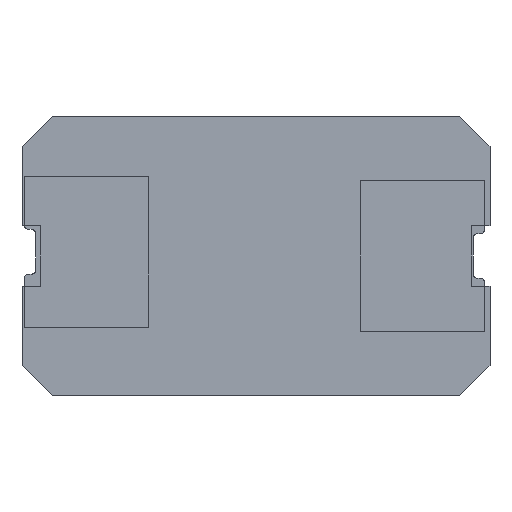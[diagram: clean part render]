
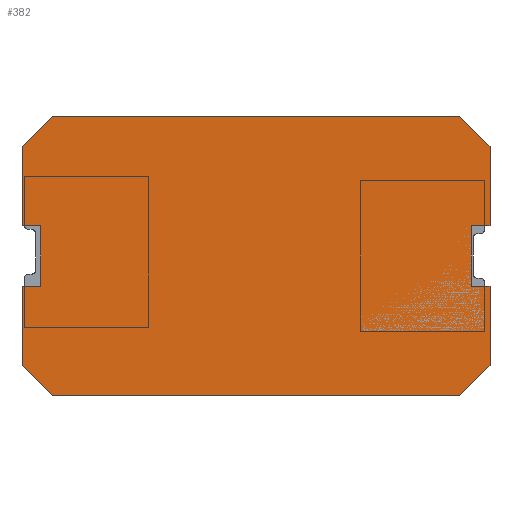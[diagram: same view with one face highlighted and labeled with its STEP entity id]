
A CAD part, front view. The second image highlights one B-rep face of the part: STEP entity #382.
In plain terms, the highlighted planar face has unit normal (0, -1, 0).
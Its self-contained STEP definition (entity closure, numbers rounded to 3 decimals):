
#5 = DIRECTION ( 'NONE',  ( -1., 0., 0. ) ) ;
#19 = LINE ( 'NONE', #1067, #2339 ) ;
#134 = VERTEX_POINT ( 'NONE', #1221 ) ;
#151 = DIRECTION ( 'NONE',  ( 1., 0., 0. ) ) ;
#193 = EDGE_CURVE ( 'NONE', #2508, #4611, #4935, .T. ) ;
#194 = ORIENTED_EDGE ( 'NONE', *, *, #193, .F. ) ;
#260 = DIRECTION ( 'NONE',  ( 0., 0., 1. ) ) ;
#286 = VECTOR ( 'NONE', #260, 1000. ) ;
#321 = DIRECTION ( 'NONE',  ( 0.707, 0., 0.707 ) ) ;
#336 = CARTESIAN_POINT ( 'NONE',  ( 0., 0., -2.25 ) ) ;
#337 = LINE ( 'NONE', #1734, #2555 ) ;
#366 = VECTOR ( 'NONE', #4790, 1000. ) ;
#372 = VECTOR ( 'NONE', #5077, 1000. ) ;
#382 = ADVANCED_FACE ( 'NONE', ( #2795 ), #2770, .T. ) ;
#440 = CARTESIAN_POINT ( 'NONE',  ( 5.8, 0., 0. ) ) ;
#462 = VERTEX_POINT ( 'NONE', #4622 ) ;
#464 = LINE ( 'NONE', #2819, #3856 ) ;
#478 = VECTOR ( 'NONE', #3859, 1000. ) ;
#490 = CARTESIAN_POINT ( 'NONE',  ( 0.25, 0., -2.25 ) ) ;
#524 = ORIENTED_EDGE ( 'NONE', *, *, #1913, .F. ) ;
#585 = CARTESIAN_POINT ( 'NONE',  ( 0., 0., -3.3 ) ) ;
#638 = CARTESIAN_POINT ( 'NONE',  ( 5.8, 0., 0. ) ) ;
#651 = EDGE_CURVE ( 'NONE', #1630, #2508, #1305, .T. ) ;
#740 = CARTESIAN_POINT ( 'NONE',  ( 0., 0., -3.3 ) ) ;
#809 = ORIENTED_EDGE ( 'NONE', *, *, #651, .F. ) ;
#815 = VECTOR ( 'NONE', #3573, 1000. ) ;
#883 = ORIENTED_EDGE ( 'NONE', *, *, #4747, .F. ) ;
#949 = AXIS2_PLACEMENT_3D ( 'NONE', #2743, #4170, #3352 ) ;
#968 = VECTOR ( 'NONE', #321, 1000. ) ;
#1067 = CARTESIAN_POINT ( 'NONE',  ( 0., 0., -0.4 ) ) ;
#1077 = CARTESIAN_POINT ( 'NONE',  ( 0., 0., -0.4 ) ) ;
#1079 = CARTESIAN_POINT ( 'NONE',  ( 0.4, 0., -3.7 ) ) ;
#1179 = VECTOR ( 'NONE', #2968, 1000. ) ;
#1186 = VERTEX_POINT ( 'NONE', #4260 ) ;
#1221 = CARTESIAN_POINT ( 'NONE',  ( 0.4, 0., -3.7 ) ) ;
#1305 = LINE ( 'NONE', #4400, #2189 ) ;
#1332 = EDGE_CURVE ( 'NONE', #4745, #462, #464, .T. ) ;
#1353 = CARTESIAN_POINT ( 'NONE',  ( 0., 0., -1.45 ) ) ;
#1425 = DIRECTION ( 'NONE',  ( 0., 0., 1. ) ) ;
#1448 = EDGE_CURVE ( 'NONE', #4611, #4745, #3316, .T. ) ;
#1579 = VECTOR ( 'NONE', #2235, 1000. ) ;
#1609 = CARTESIAN_POINT ( 'NONE',  ( 5.8, 0., -3.7 ) ) ;
#1614 = CARTESIAN_POINT ( 'NONE',  ( 0., 0., -0.4 ) ) ;
#1630 = VERTEX_POINT ( 'NONE', #5549 ) ;
#1734 = CARTESIAN_POINT ( 'NONE',  ( 0., 0., -2.25 ) ) ;
#1764 = VERTEX_POINT ( 'NONE', #4148 ) ;
#1825 = ORIENTED_EDGE ( 'NONE', *, *, #3382, .F. ) ;
#1901 = ORIENTED_EDGE ( 'NONE', *, *, #2441, .F. ) ;
#1913 = EDGE_CURVE ( 'NONE', #462, #2301, #2976, .T. ) ;
#1968 = ORIENTED_EDGE ( 'NONE', *, *, #3379, .F. ) ;
#1987 = ORIENTED_EDGE ( 'NONE', *, *, #1448, .F. ) ;
#2012 = CARTESIAN_POINT ( 'NONE',  ( 5.8, 0., -3.7 ) ) ;
#2129 = LINE ( 'NONE', #1077, #968 ) ;
#2171 = DIRECTION ( 'NONE',  ( 1., 0., 0. ) ) ;
#2189 = VECTOR ( 'NONE', #2171, 1000. ) ;
#2196 = VECTOR ( 'NONE', #4483, 1000. ) ;
#2235 = DIRECTION ( 'NONE',  ( -0.707, 0., -0.707 ) ) ;
#2274 = ORIENTED_EDGE ( 'NONE', *, *, #3421, .F. ) ;
#2301 = VERTEX_POINT ( 'NONE', #4258 ) ;
#2339 = VECTOR ( 'NONE', #1425, 1000. ) ;
#2345 = DIRECTION ( 'NONE',  ( 0., 0., 1. ) ) ;
#2441 = EDGE_CURVE ( 'NONE', #1186, #4930, #3758, .T. ) ;
#2508 = VERTEX_POINT ( 'NONE', #440 ) ;
#2537 = CARTESIAN_POINT ( 'NONE',  ( 6.2, 0., -0.4 ) ) ;
#2555 = VECTOR ( 'NONE', #3513, 1000. ) ;
#2559 = LINE ( 'NONE', #3236, #3736 ) ;
#2743 = CARTESIAN_POINT ( 'NONE',  ( 0., 0., -3.7 ) ) ;
#2749 = CARTESIAN_POINT ( 'NONE',  ( 6.2, 0., -1.45 ) ) ;
#2750 = ORIENTED_EDGE ( 'NONE', *, *, #3833, .F. ) ;
#2770 = PLANE ( 'NONE',  #949 ) ;
#2795 = FACE_OUTER_BOUND ( 'NONE', #4693, .T. ) ;
#2819 = CARTESIAN_POINT ( 'NONE',  ( 5.95, 0., -1.45 ) ) ;
#2835 = LINE ( 'NONE', #1079, #478 ) ;
#2946 = EDGE_CURVE ( 'NONE', #2301, #5395, #2985, .T. ) ;
#2968 = DIRECTION ( 'NONE',  ( -0.707, 0., 0.707 ) ) ;
#2976 = LINE ( 'NONE', #3642, #3943 ) ;
#2985 = LINE ( 'NONE', #5008, #5532 ) ;
#3185 = VERTEX_POINT ( 'NONE', #1609 ) ;
#3236 = CARTESIAN_POINT ( 'NONE',  ( 0., 0., -2.25 ) ) ;
#3282 = CARTESIAN_POINT ( 'NONE',  ( 6.2, 0., -0.4 ) ) ;
#3316 = LINE ( 'NONE', #2537, #815 ) ;
#3334 = ORIENTED_EDGE ( 'NONE', *, *, #4914, .F. ) ;
#3343 = DIRECTION ( 'NONE',  ( 0., 0., -1. ) ) ;
#3352 = DIRECTION ( 'NONE',  ( 0., 0., -1. ) ) ;
#3379 = EDGE_CURVE ( 'NONE', #134, #4917, #4578, .T. ) ;
#3382 = EDGE_CURVE ( 'NONE', #5395, #4827, #3399, .T. ) ;
#3399 = LINE ( 'NONE', #4296, #2196 ) ;
#3421 = EDGE_CURVE ( 'NONE', #3185, #134, #2835, .T. ) ;
#3454 = ORIENTED_EDGE ( 'NONE', *, *, #1332, .F. ) ;
#3513 = DIRECTION ( 'NONE',  ( 1., 0., 0. ) ) ;
#3573 = DIRECTION ( 'NONE',  ( 0., 0., -1. ) ) ;
#3642 = CARTESIAN_POINT ( 'NONE',  ( 5.95, 0., -2.25 ) ) ;
#3682 = EDGE_CURVE ( 'NONE', #4044, #1764, #337, .T. ) ;
#3736 = VECTOR ( 'NONE', #2345, 1000. ) ;
#3758 = LINE ( 'NONE', #4676, #366 ) ;
#3833 = EDGE_CURVE ( 'NONE', #4930, #5566, #19, .T. ) ;
#3856 = VECTOR ( 'NONE', #5, 1000. ) ;
#3859 = DIRECTION ( 'NONE',  ( -1., 0., 0. ) ) ;
#3933 = LINE ( 'NONE', #2012, #1579 ) ;
#3943 = VECTOR ( 'NONE', #3343, 1000. ) ;
#4044 = VERTEX_POINT ( 'NONE', #336 ) ;
#4148 = CARTESIAN_POINT ( 'NONE',  ( 0.25, 0., -2.25 ) ) ;
#4170 = DIRECTION ( 'NONE',  ( 0., -1., 0. ) ) ;
#4211 = ORIENTED_EDGE ( 'NONE', *, *, #2946, .F. ) ;
#4258 = CARTESIAN_POINT ( 'NONE',  ( 5.95, 0., -2.25 ) ) ;
#4260 = CARTESIAN_POINT ( 'NONE',  ( 0.25, 0., -1.45 ) ) ;
#4296 = CARTESIAN_POINT ( 'NONE',  ( 6.2, 0., -2.25 ) ) ;
#4400 = CARTESIAN_POINT ( 'NONE',  ( 0.4, 0., 0. ) ) ;
#4403 = ORIENTED_EDGE ( 'NONE', *, *, #4503, .F. ) ;
#4483 = DIRECTION ( 'NONE',  ( 0., 0., -1. ) ) ;
#4503 = EDGE_CURVE ( 'NONE', #5566, #1630, #2129, .T. ) ;
#4578 = LINE ( 'NONE', #740, #1179 ) ;
#4611 = VERTEX_POINT ( 'NONE', #3282 ) ;
#4622 = CARTESIAN_POINT ( 'NONE',  ( 5.95, 0., -1.45 ) ) ;
#4676 = CARTESIAN_POINT ( 'NONE',  ( 0., 0., -1.45 ) ) ;
#4693 = EDGE_LOOP ( 'NONE', ( #883, #1968, #2274, #5337, #1825, #4211, #524, #3454, #1987, #194, #809, #4403, #2750, #1901, #3334, #5489 ) ) ;
#4740 = CARTESIAN_POINT ( 'NONE',  ( 6.2, 0., -2.25 ) ) ;
#4745 = VERTEX_POINT ( 'NONE', #2749 ) ;
#4747 = EDGE_CURVE ( 'NONE', #4917, #4044, #2559, .T. ) ;
#4790 = DIRECTION ( 'NONE',  ( -1., 0., 0. ) ) ;
#4827 = VERTEX_POINT ( 'NONE', #5119 ) ;
#4855 = EDGE_CURVE ( 'NONE', #4827, #3185, #3933, .T. ) ;
#4914 = EDGE_CURVE ( 'NONE', #1764, #1186, #4963, .T. ) ;
#4917 = VERTEX_POINT ( 'NONE', #585 ) ;
#4930 = VERTEX_POINT ( 'NONE', #1353 ) ;
#4935 = LINE ( 'NONE', #638, #372 ) ;
#4963 = LINE ( 'NONE', #490, #286 ) ;
#5008 = CARTESIAN_POINT ( 'NONE',  ( 5.95, 0., -2.25 ) ) ;
#5077 = DIRECTION ( 'NONE',  ( 0.707, 0., -0.707 ) ) ;
#5119 = CARTESIAN_POINT ( 'NONE',  ( 6.2, 0., -3.3 ) ) ;
#5337 = ORIENTED_EDGE ( 'NONE', *, *, #4855, .F. ) ;
#5395 = VERTEX_POINT ( 'NONE', #4740 ) ;
#5489 = ORIENTED_EDGE ( 'NONE', *, *, #3682, .F. ) ;
#5532 = VECTOR ( 'NONE', #151, 1000. ) ;
#5549 = CARTESIAN_POINT ( 'NONE',  ( 0.4, 0., 0. ) ) ;
#5566 = VERTEX_POINT ( 'NONE', #1614 ) ;
